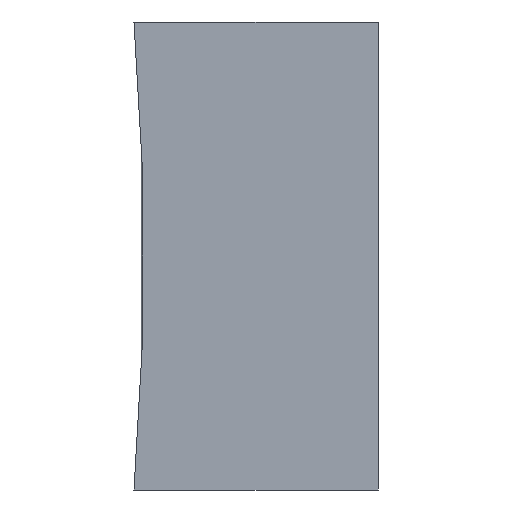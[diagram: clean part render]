
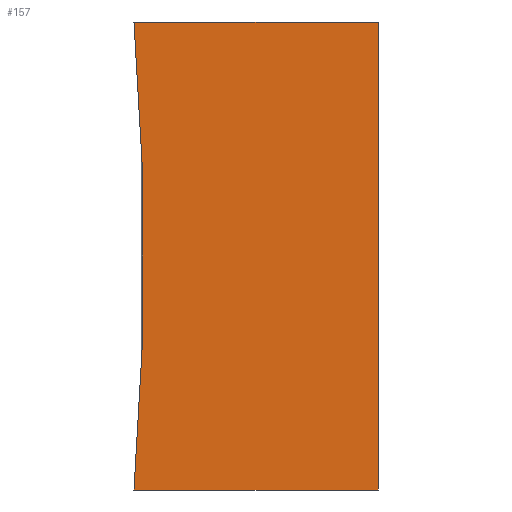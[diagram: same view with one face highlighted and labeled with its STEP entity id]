
A CAD part, front view. The second image highlights one B-rep face of the part: STEP entity #157.
In plain terms, the highlighted planar face has unit normal (0, -1, 0).
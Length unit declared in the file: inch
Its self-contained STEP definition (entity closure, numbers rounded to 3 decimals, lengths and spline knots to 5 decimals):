
#1 = CARTESIAN_POINT ( 'NONE',  ( 3.8, -1.65, -0.3 ) ) ;
#3 = CARTESIAN_POINT ( 'NONE',  ( 3.8, -1.65, -0.3 ) ) ;
#8 = LINE ( 'NONE', #130, #376 ) ;
#16 = CARTESIAN_POINT ( 'NONE',  ( 3.48712, -1.65, 0.3 ) ) ;
#28 = CIRCLE ( 'NONE', #64, 3.5 ) ;
#31 = VERTEX_POINT ( 'NONE', #1 ) ;
#33 = AXIS2_PLACEMENT_3D ( 'NONE', #155, #273, #249 ) ;
#39 = FACE_OUTER_BOUND ( 'NONE', #285, .T. ) ;
#64 = AXIS2_PLACEMENT_3D ( 'NONE', #280, #79, #252 ) ;
#79 = DIRECTION ( 'NONE',  ( 0., 1., 0. ) ) ;
#110 = CARTESIAN_POINT ( 'NONE',  ( 3.48712, -1.65, -0.3 ) ) ;
#115 = ORIENTED_EDGE ( 'NONE', *, *, #265, .T. ) ;
#120 = EDGE_CURVE ( 'NONE', #31, #264, #329, .T. ) ;
#130 = CARTESIAN_POINT ( 'NONE',  ( 3.8, -1.65, 0.3 ) ) ;
#141 = VECTOR ( 'NONE', #231, 39.37008 ) ;
#155 = CARTESIAN_POINT ( 'NONE',  ( 3.8, -1.65, 0.3 ) ) ;
#157 = ADVANCED_FACE ( 'NONE', ( #39 ), #160, .F. ) ;
#158 = CARTESIAN_POINT ( 'NONE',  ( 3.8, -1.65, 0.3 ) ) ;
#160 = PLANE ( 'NONE',  #33 ) ;
#173 = VERTEX_POINT ( 'NONE', #158 ) ;
#176 = ORIENTED_EDGE ( 'NONE', *, *, #178, .T. ) ;
#178 = EDGE_CURVE ( 'NONE', #173, #309, #8, .T. ) ;
#200 = CARTESIAN_POINT ( 'NONE',  ( 3.8, -1.65, 0.3 ) ) ;
#231 = DIRECTION ( 'NONE',  ( 0., 0., -1. ) ) ;
#244 = DIRECTION ( 'NONE',  ( -1., 0., 0. ) ) ;
#249 = DIRECTION ( 'NONE',  ( 0., 0., 1. ) ) ;
#252 = DIRECTION ( 'NONE',  ( 0., 0., 1. ) ) ;
#260 = ORIENTED_EDGE ( 'NONE', *, *, #305, .F. ) ;
#264 = VERTEX_POINT ( 'NONE', #110 ) ;
#265 = EDGE_CURVE ( 'NONE', #309, #264, #28, .T. ) ;
#273 = DIRECTION ( 'NONE',  ( 0., 1., 0. ) ) ;
#278 = LINE ( 'NONE', #200, #141 ) ;
#280 = CARTESIAN_POINT ( 'NONE',  ( 0., -1.65, 0. ) ) ;
#285 = EDGE_LOOP ( 'NONE', ( #176, #115, #368, #260 ) ) ;
#305 = EDGE_CURVE ( 'NONE', #173, #31, #278, .T. ) ;
#309 = VERTEX_POINT ( 'NONE', #16 ) ;
#320 = DIRECTION ( 'NONE',  ( -1., 0., 0. ) ) ;
#329 = LINE ( 'NONE', #3, #348 ) ;
#348 = VECTOR ( 'NONE', #244, 39.37008 ) ;
#368 = ORIENTED_EDGE ( 'NONE', *, *, #120, .F. ) ;
#376 = VECTOR ( 'NONE', #320, 39.37008 ) ;
